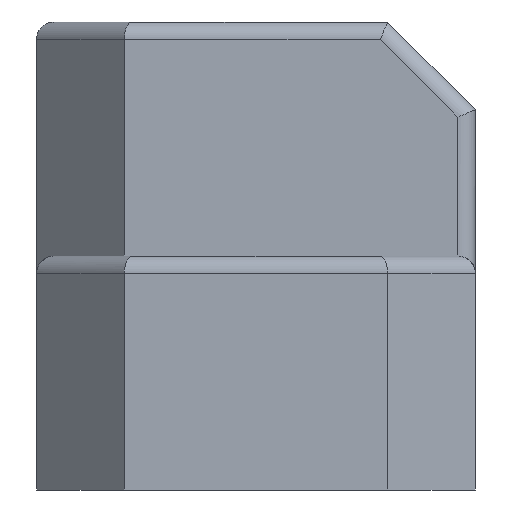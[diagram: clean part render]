
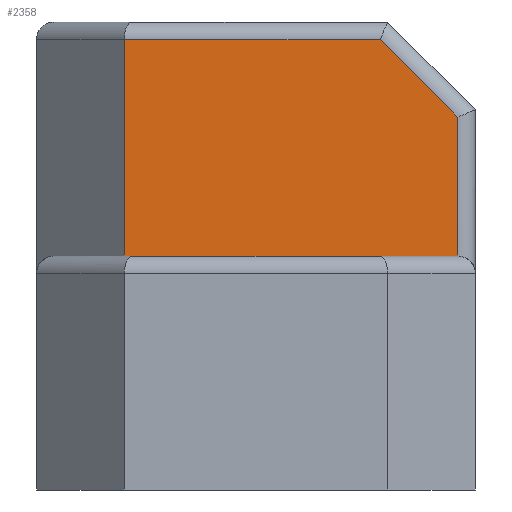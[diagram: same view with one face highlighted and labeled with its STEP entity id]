
A CAD part, front view. The second image highlights one B-rep face of the part: STEP entity #2358.
In plain terms, the highlighted planar face has unit normal (0, -1, 0).
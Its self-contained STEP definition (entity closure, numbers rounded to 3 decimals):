
#263 = PLANE('',#264);
#264 = AXIS2_PLACEMENT_3D('',#265,#266,#267);
#265 = CARTESIAN_POINT('',(1.5,-9.5,8.));
#266 = DIRECTION('',(-0.707,-0.707,0.));
#267 = DIRECTION('',(-0.,-0.,-1.));
#544 = PLANE('',#545);
#545 = AXIS2_PLACEMENT_3D('',#546,#547,#548);
#546 = CARTESIAN_POINT('',(-1.,-32.,8.));
#547 = DIRECTION('',(0.,0.,1.));
#548 = DIRECTION('',(1.,0.,0.));
#943 = VERTEX_POINT('',#944);
#944 = CARTESIAN_POINT('',(3.,-11.,8.));
#969 = VERTEX_POINT('',#970);
#970 = CARTESIAN_POINT('',(3.,-11.,15.4));
#996 = EDGE_CURVE('',#943,#969,#997,.T.);
#997 = SURFACE_CURVE('',#998,(#1002,#1009),.PCURVE_S1.);
#998 = LINE('',#999,#1000);
#999 = CARTESIAN_POINT('',(3.,-11.,8.));
#1000 = VECTOR('',#1001,1.);
#1001 = DIRECTION('',(0.,0.,1.));
#1002 = PCURVE('',#263,#1003);
#1003 = DEFINITIONAL_REPRESENTATION('',(#1004),#1008);
#1004 = LINE('',#1005,#1006);
#1005 = CARTESIAN_POINT('',(-0.,2.121));
#1006 = VECTOR('',#1007,1.);
#1007 = DIRECTION('',(-1.,0.));
#1008 = ( GEOMETRIC_REPRESENTATION_CONTEXT(2) 
PARAMETRIC_REPRESENTATION_CONTEXT() REPRESENTATION_CONTEXT('2D SPACE',''
  ) );
#1009 = PCURVE('',#1010,#1015);
#1010 = PLANE('',#1011);
#1011 = AXIS2_PLACEMENT_3D('',#1012,#1013,#1014);
#1012 = CARTESIAN_POINT('',(-1.,-11.,8.));
#1013 = DIRECTION('',(0.,1.,0.));
#1014 = DIRECTION('',(0.,0.,1.));
#1015 = DEFINITIONAL_REPRESENTATION('',(#1016),#1020);
#1016 = LINE('',#1017,#1018);
#1017 = CARTESIAN_POINT('',(0.,4.));
#1018 = VECTOR('',#1019,1.);
#1019 = DIRECTION('',(1.,0.));
#1020 = ( GEOMETRIC_REPRESENTATION_CONTEXT(2) 
PARAMETRIC_REPRESENTATION_CONTEXT() REPRESENTATION_CONTEXT('2D SPACE',''
  ) );
#1568 = EDGE_CURVE('',#943,#1569,#1571,.T.);
#1569 = VERTEX_POINT('',#1570);
#1570 = CARTESIAN_POINT('',(14.4,-11.,8.));
#1571 = SURFACE_CURVE('',#1572,(#1576,#1583),.PCURVE_S1.);
#1572 = LINE('',#1573,#1574);
#1573 = CARTESIAN_POINT('',(-1.,-11.,8.));
#1574 = VECTOR('',#1575,1.);
#1575 = DIRECTION('',(1.,0.,0.));
#1576 = PCURVE('',#544,#1577);
#1577 = DEFINITIONAL_REPRESENTATION('',(#1578),#1582);
#1578 = LINE('',#1579,#1580);
#1579 = CARTESIAN_POINT('',(0.,21.));
#1580 = VECTOR('',#1581,1.);
#1581 = DIRECTION('',(1.,0.));
#1582 = ( GEOMETRIC_REPRESENTATION_CONTEXT(2) 
PARAMETRIC_REPRESENTATION_CONTEXT() REPRESENTATION_CONTEXT('2D SPACE',''
  ) );
#1583 = PCURVE('',#1010,#1584);
#1584 = DEFINITIONAL_REPRESENTATION('',(#1585),#1589);
#1585 = LINE('',#1586,#1587);
#1586 = CARTESIAN_POINT('',(0.,0.));
#1587 = VECTOR('',#1588,1.);
#1588 = DIRECTION('',(0.,1.));
#1589 = ( GEOMETRIC_REPRESENTATION_CONTEXT(2) 
PARAMETRIC_REPRESENTATION_CONTEXT() REPRESENTATION_CONTEXT('2D SPACE',''
  ) );
#1931 = CYLINDRICAL_SURFACE('',#1932,0.6);
#1932 = AXIS2_PLACEMENT_3D('',#1933,#1934,#1935);
#1933 = CARTESIAN_POINT('',(14.4,-10.4,8.));
#1934 = DIRECTION('',(0.,0.,1.));
#1935 = DIRECTION('',(0.,-1.,0.));
#2358 = ADVANCED_FACE('',(#2359),#1010,.F.);
#2359 = FACE_BOUND('',#2360,.F.);
#2360 = EDGE_LOOP('',(#2361,#2362,#2363,#2391,#2419));
#2361 = ORIENTED_EDGE('',*,*,#1568,.F.);
#2362 = ORIENTED_EDGE('',*,*,#996,.T.);
#2363 = ORIENTED_EDGE('',*,*,#2364,.F.);
#2364 = EDGE_CURVE('',#2365,#969,#2367,.T.);
#2365 = VERTEX_POINT('',#2366);
#2366 = CARTESIAN_POINT('',(11.751,-11.,15.4));
#2367 = SURFACE_CURVE('',#2368,(#2372,#2379),.PCURVE_S1.);
#2368 = LINE('',#2369,#2370);
#2369 = CARTESIAN_POINT('',(12.,-11.,15.4));
#2370 = VECTOR('',#2371,1.);
#2371 = DIRECTION('',(-1.,0.,0.));
#2372 = PCURVE('',#1010,#2373);
#2373 = DEFINITIONAL_REPRESENTATION('',(#2374),#2378);
#2374 = LINE('',#2375,#2376);
#2375 = CARTESIAN_POINT('',(7.4,13.));
#2376 = VECTOR('',#2377,1.);
#2377 = DIRECTION('',(0.,-1.));
#2378 = ( GEOMETRIC_REPRESENTATION_CONTEXT(2) 
PARAMETRIC_REPRESENTATION_CONTEXT() REPRESENTATION_CONTEXT('2D SPACE',''
  ) );
#2379 = PCURVE('',#2380,#2385);
#2380 = CYLINDRICAL_SURFACE('',#2381,0.6);
#2381 = AXIS2_PLACEMENT_3D('',#2382,#2383,#2384);
#2382 = CARTESIAN_POINT('',(12.,-10.4,15.4));
#2383 = DIRECTION('',(-1.,0.,0.));
#2384 = DIRECTION('',(0.,0.,1.));
#2385 = DEFINITIONAL_REPRESENTATION('',(#2386),#2390);
#2386 = LINE('',#2387,#2388);
#2387 = CARTESIAN_POINT('',(-1.571,0.));
#2388 = VECTOR('',#2389,1.);
#2389 = DIRECTION('',(-0.,1.));
#2390 = ( GEOMETRIC_REPRESENTATION_CONTEXT(2) 
PARAMETRIC_REPRESENTATION_CONTEXT() REPRESENTATION_CONTEXT('2D SPACE',''
  ) );
#2391 = ORIENTED_EDGE('',*,*,#2392,.T.);
#2392 = EDGE_CURVE('',#2365,#2393,#2395,.T.);
#2393 = VERTEX_POINT('',#2394);
#2394 = CARTESIAN_POINT('',(14.4,-11.,12.751));
#2395 = SURFACE_CURVE('',#2396,(#2400,#2407),.PCURVE_S1.);
#2396 = LINE('',#2397,#2398);
#2397 = CARTESIAN_POINT('',(11.576,-11.,15.576));
#2398 = VECTOR('',#2399,1.);
#2399 = DIRECTION('',(0.707,0.,-0.707));
#2400 = PCURVE('',#1010,#2401);
#2401 = DEFINITIONAL_REPRESENTATION('',(#2402),#2406);
#2402 = LINE('',#2403,#2404);
#2403 = CARTESIAN_POINT('',(7.576,12.576));
#2404 = VECTOR('',#2405,1.);
#2405 = DIRECTION('',(-0.707,0.707));
#2406 = ( GEOMETRIC_REPRESENTATION_CONTEXT(2) 
PARAMETRIC_REPRESENTATION_CONTEXT() REPRESENTATION_CONTEXT('2D SPACE',''
  ) );
#2407 = PCURVE('',#2408,#2413);
#2408 = CYLINDRICAL_SURFACE('',#2409,0.6);
#2409 = AXIS2_PLACEMENT_3D('',#2410,#2411,#2412);
#2410 = CARTESIAN_POINT('',(11.576,-10.4,15.576));
#2411 = DIRECTION('',(0.707,0.,-0.707));
#2412 = DIRECTION('',(0.,-1.,-0.));
#2413 = DEFINITIONAL_REPRESENTATION('',(#2414),#2418);
#2414 = LINE('',#2415,#2416);
#2415 = CARTESIAN_POINT('',(-0.,0.));
#2416 = VECTOR('',#2417,1.);
#2417 = DIRECTION('',(-0.,1.));
#2418 = ( GEOMETRIC_REPRESENTATION_CONTEXT(2) 
PARAMETRIC_REPRESENTATION_CONTEXT() REPRESENTATION_CONTEXT('2D SPACE',''
  ) );
#2419 = ORIENTED_EDGE('',*,*,#2420,.F.);
#2420 = EDGE_CURVE('',#1569,#2393,#2421,.T.);
#2421 = SURFACE_CURVE('',#2422,(#2426,#2433),.PCURVE_S1.);
#2422 = LINE('',#2423,#2424);
#2423 = CARTESIAN_POINT('',(14.4,-11.,8.));
#2424 = VECTOR('',#2425,1.);
#2425 = DIRECTION('',(0.,0.,1.));
#2426 = PCURVE('',#1010,#2427);
#2427 = DEFINITIONAL_REPRESENTATION('',(#2428),#2432);
#2428 = LINE('',#2429,#2430);
#2429 = CARTESIAN_POINT('',(0.,15.4));
#2430 = VECTOR('',#2431,1.);
#2431 = DIRECTION('',(1.,0.));
#2432 = ( GEOMETRIC_REPRESENTATION_CONTEXT(2) 
PARAMETRIC_REPRESENTATION_CONTEXT() REPRESENTATION_CONTEXT('2D SPACE',''
  ) );
#2433 = PCURVE('',#1931,#2434);
#2434 = DEFINITIONAL_REPRESENTATION('',(#2435),#2439);
#2435 = LINE('',#2436,#2437);
#2436 = CARTESIAN_POINT('',(0.,0.));
#2437 = VECTOR('',#2438,1.);
#2438 = DIRECTION('',(0.,1.));
#2439 = ( GEOMETRIC_REPRESENTATION_CONTEXT(2) 
PARAMETRIC_REPRESENTATION_CONTEXT() REPRESENTATION_CONTEXT('2D SPACE',''
  ) );
